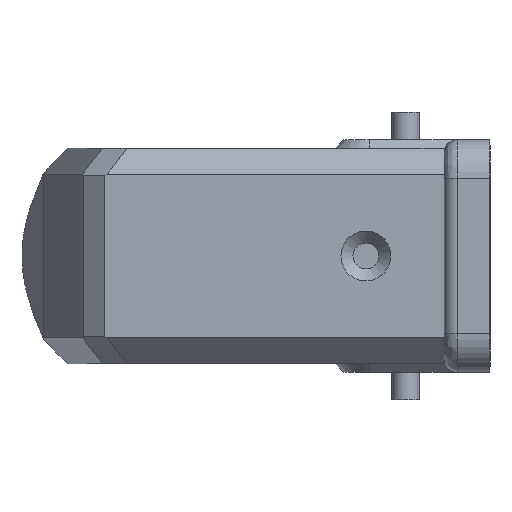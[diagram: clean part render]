
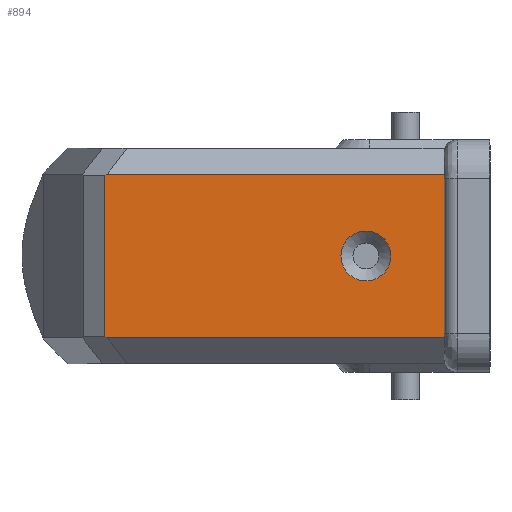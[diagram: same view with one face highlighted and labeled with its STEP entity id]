
A CAD part, left-side view. The second image highlights one B-rep face of the part: STEP entity #894.
In plain terms, the highlighted planar face has unit normal (-1, 0, 0).
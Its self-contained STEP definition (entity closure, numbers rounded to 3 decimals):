
#894=ADVANCED_FACE('',(#1228,#1229),#1065,.T.);
#1065=PLANE('',#4276);
#1172=B_SPLINE_CURVE_WITH_KNOTS('',3,(#5997,#5998,#5999,#6000),
 .UNSPECIFIED.,.F.,.F.,(4,4),(0.,1.),.UNSPECIFIED.);
#1173=B_SPLINE_CURVE_WITH_KNOTS('',3,(#6028,#6029,#6030,#6031),
 .UNSPECIFIED.,.F.,.F.,(4,4),(0.,1.),.UNSPECIFIED.);
#1228=FACE_BOUND('',#1352,.T.);
#1229=FACE_BOUND('',#1353,.T.);
#1352=EDGE_LOOP('',(#2669));
#1353=EDGE_LOOP('',(#2670,#2671,#2672,#2673,#2674,#2675,#2676,#2677));
#1545=LINE('',#5538,#1919);
#1669=LINE('',#5967,#2043);
#1671=LINE('',#5971,#2045);
#1672=LINE('',#5973,#2046);
#1675=LINE('',#5993,#2049);
#1676=LINE('',#6026,#2050);
#1919=VECTOR('',#4505,1.);
#2043=VECTOR('',#4827,1.);
#2045=VECTOR('',#4831,1.);
#2046=VECTOR('',#4834,1.);
#2049=VECTOR('',#4843,1.);
#2050=VECTOR('',#4848,1.);
#2669=ORIENTED_EDGE('',*,*,#3583,.T.);
#2670=ORIENTED_EDGE('',*,*,#3767,.T.);
#2671=ORIENTED_EDGE('',*,*,#3768,.T.);
#2672=ORIENTED_EDGE('',*,*,#3769,.T.);
#2673=ORIENTED_EDGE('',*,*,#3580,.T.);
#2674=ORIENTED_EDGE('',*,*,#3756,.T.);
#2675=ORIENTED_EDGE('',*,*,#3758,.T.);
#2676=ORIENTED_EDGE('',*,*,#3759,.T.);
#2677=ORIENTED_EDGE('',*,*,#3765,.T.);
#3260=VERTEX_POINT('',#5537);
#3261=VERTEX_POINT('',#5539);
#3263=VERTEX_POINT('',#5548);
#3379=VERTEX_POINT('',#5966);
#3380=VERTEX_POINT('',#5970);
#3381=VERTEX_POINT('',#5974);
#3384=VERTEX_POINT('',#5992);
#3385=VERTEX_POINT('',#5996);
#3386=VERTEX_POINT('',#6027);
#3580=EDGE_CURVE('',#3261,#3260,#1545,.T.);
#3583=EDGE_CURVE('',#3263,#3263,#3979,.T.);
#3756=EDGE_CURVE('',#3260,#3379,#1669,.T.);
#3758=EDGE_CURVE('',#3379,#3380,#1671,.T.);
#3759=EDGE_CURVE('',#3380,#3381,#1672,.T.);
#3765=EDGE_CURVE('',#3381,#3384,#1675,.T.);
#3767=EDGE_CURVE('',#3384,#3385,#1172,.T.);
#3768=EDGE_CURVE('',#3385,#3386,#1676,.T.);
#3769=EDGE_CURVE('',#3386,#3261,#1173,.T.);
#3979=CIRCLE('',#4172,2.9);
#4172=AXIS2_PLACEMENT_3D('',#5547,#4510,#4511);
#4276=AXIS2_PLACEMENT_3D('',#6032,#4849,#4850);
#4505=DIRECTION('',(0.,1.,0.));
#4510=DIRECTION('',(1.,0.,0.));
#4511=DIRECTION('',(0.,0.,1.));
#4827=DIRECTION('',(0.,0.9,-0.435));
#4831=DIRECTION('',(0.,0.,-1.));
#4834=DIRECTION('',(0.,-0.9,-0.435));
#4843=DIRECTION('',(0.,-1.,0.));
#4848=DIRECTION('',(0.,0.,1.));
#4849=DIRECTION('',(-1.,0.,0.));
#4850=DIRECTION('',(0.,-1.,0.));
#5537=CARTESIAN_POINT('',(-12.5,44.41,9.5));
#5538=CARTESIAN_POINT('',(-12.5,5.299,9.5));
#5539=CARTESIAN_POINT('',(-12.5,5.299,9.5));
#5547=CARTESIAN_POINT('',(-12.5,14.4,0.));
#5548=CARTESIAN_POINT('',(-12.5,14.4,2.9));
#5966=CARTESIAN_POINT('',(-12.5,44.685,9.367));
#5967=CARTESIAN_POINT('',(-12.5,44.41,9.5));
#5970=CARTESIAN_POINT('',(-12.5,44.685,-9.367));
#5971=CARTESIAN_POINT('',(-12.5,44.685,9.367));
#5973=CARTESIAN_POINT('',(-12.5,44.685,-9.367));
#5974=CARTESIAN_POINT('',(-12.5,44.41,-9.5));
#5992=CARTESIAN_POINT('',(-12.5,5.299,-9.5));
#5993=CARTESIAN_POINT('',(-12.5,44.41,-9.5));
#5996=CARTESIAN_POINT('',(-12.5,5.3,-9.));
#5997=CARTESIAN_POINT('',(-12.5,5.299,-9.5));
#5998=CARTESIAN_POINT('',(-12.5,5.3,-9.333));
#5999=CARTESIAN_POINT('',(-12.5,5.3,-9.167));
#6000=CARTESIAN_POINT('',(-12.5,5.3,-9.));
#6026=CARTESIAN_POINT('',(-12.5,5.3,-9.));
#6027=CARTESIAN_POINT('',(-12.5,5.3,9.));
#6028=CARTESIAN_POINT('',(-12.5,5.3,9.));
#6029=CARTESIAN_POINT('',(-12.5,5.3,9.167));
#6030=CARTESIAN_POINT('',(-12.5,5.3,9.333));
#6031=CARTESIAN_POINT('',(-12.5,5.299,9.5));
#6032=CARTESIAN_POINT('',(-12.5,46.685,-12.5));
